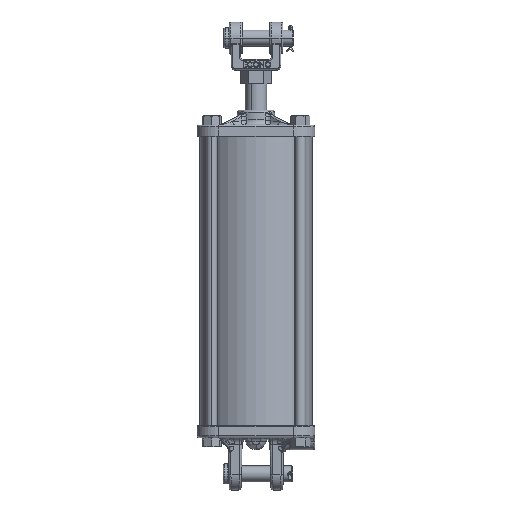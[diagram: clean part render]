
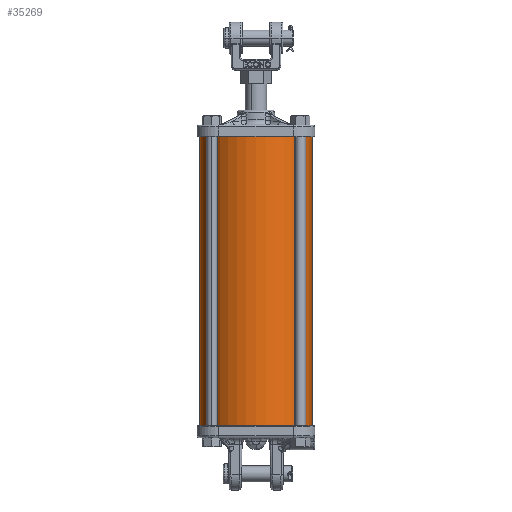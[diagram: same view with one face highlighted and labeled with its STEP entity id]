
A CAD part, front view. The second image highlights one B-rep face of the part: STEP entity #35269.
In plain terms, the highlighted cylindrical face has radius 66.675 mm (diameter 133.35 mm), a partial arc.
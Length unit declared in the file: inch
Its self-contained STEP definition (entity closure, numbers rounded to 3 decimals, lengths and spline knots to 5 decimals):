
#1635 = VERTEX_POINT ( 'NONE', #12576 ) ;
#1777 = VERTEX_POINT ( 'NONE', #38334 ) ;
#5327 = AXIS2_PLACEMENT_3D ( 'NONE', #61006, #32781, #42393 ) ;
#6437 = ORIENTED_EDGE ( 'NONE', *, *, #41684, .F. ) ;
#12031 = CARTESIAN_POINT ( 'NONE',  ( -2.625, 0., 0. ) ) ;
#12256 = EDGE_CURVE ( 'NONE', #1635, #29415, #25137, .T. ) ;
#12576 = CARTESIAN_POINT ( 'NONE',  ( -2.625, 0., 13.75 ) ) ;
#13919 = ORIENTED_EDGE ( 'NONE', *, *, #12256, .F. ) ;
#17681 = CARTESIAN_POINT ( 'NONE',  ( -2.625, 0., 13.75 ) ) ;
#18295 = EDGE_CURVE ( 'NONE', #1635, #18476, #37553, .T. ) ;
#18476 = VERTEX_POINT ( 'NONE', #12031 ) ;
#19157 = LINE ( 'NONE', #47387, #20123 ) ;
#20123 = VECTOR ( 'NONE', #42748, 39.37008 ) ;
#21125 = CARTESIAN_POINT ( 'NONE',  ( 2.625, 0., 13.75 ) ) ;
#23187 = DIRECTION ( 'NONE',  ( -1., 0., 0. ) ) ;
#23552 = EDGE_LOOP ( 'NONE', ( #6437, #13919, #51907, #43399 ) ) ;
#24910 = AXIS2_PLACEMENT_3D ( 'NONE', #40798, #51646, #37380 ) ;
#25137 = CIRCLE ( 'NONE', #5327, 2.625 ) ;
#26386 = VECTOR ( 'NONE', #50908, 39.37008 ) ;
#27842 = DIRECTION ( 'NONE',  ( 0., 0., -1. ) ) ;
#29415 = VERTEX_POINT ( 'NONE', #21125 ) ;
#32509 = CYLINDRICAL_SURFACE ( 'NONE', #54303, 2.625 ) ;
#32781 = DIRECTION ( 'NONE',  ( 0., 0., 1. ) ) ;
#32820 = CARTESIAN_POINT ( 'NONE',  ( 0., 0., 13.75 ) ) ;
#35269 = ADVANCED_FACE ( 'NONE', ( #47381 ), #32509, .T. ) ;
#37380 = DIRECTION ( 'NONE',  ( 1., 0., 0. ) ) ;
#37553 = LINE ( 'NONE', #17681, #26386 ) ;
#38334 = CARTESIAN_POINT ( 'NONE',  ( 2.625, 0., 0. ) ) ;
#40798 = CARTESIAN_POINT ( 'NONE',  ( 0., 0., 0. ) ) ;
#41684 = EDGE_CURVE ( 'NONE', #29415, #1777, #19157, .T. ) ;
#42393 = DIRECTION ( 'NONE',  ( 1., 0., 0. ) ) ;
#42748 = DIRECTION ( 'NONE',  ( 0., 0., -1. ) ) ;
#43399 = ORIENTED_EDGE ( 'NONE', *, *, #52408, .T. ) ;
#47381 = FACE_OUTER_BOUND ( 'NONE', #23552, .T. ) ;
#47387 = CARTESIAN_POINT ( 'NONE',  ( 2.625, 0., 13.75 ) ) ;
#47692 = CIRCLE ( 'NONE', #24910, 2.625 ) ;
#50908 = DIRECTION ( 'NONE',  ( 0., 0., -1. ) ) ;
#51646 = DIRECTION ( 'NONE',  ( 0., 0., 1. ) ) ;
#51907 = ORIENTED_EDGE ( 'NONE', *, *, #18295, .T. ) ;
#52408 = EDGE_CURVE ( 'NONE', #18476, #1777, #47692, .T. ) ;
#54303 = AXIS2_PLACEMENT_3D ( 'NONE', #32820, #27842, #23187 ) ;
#61006 = CARTESIAN_POINT ( 'NONE',  ( 0., 0., 13.75 ) ) ;
